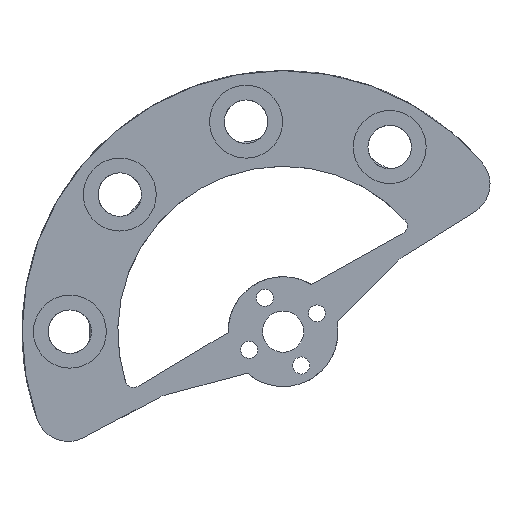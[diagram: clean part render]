
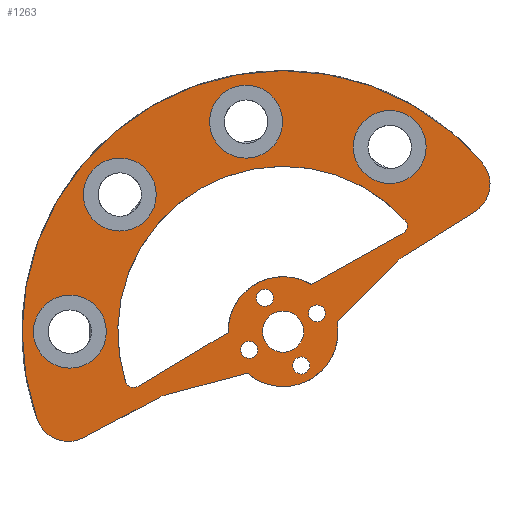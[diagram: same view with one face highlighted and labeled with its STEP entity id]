
A CAD part, front view. The second image highlights one B-rep face of the part: STEP entity #1263.
In plain terms, the highlighted planar face has unit normal (0, -1, 0).
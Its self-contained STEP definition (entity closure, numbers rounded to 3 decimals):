
#59=FACE_BOUND('',#233,.T.);
#60=FACE_BOUND('',#234,.T.);
#61=FACE_BOUND('',#235,.T.);
#62=FACE_BOUND('',#236,.T.);
#63=FACE_BOUND('',#237,.T.);
#64=FACE_BOUND('',#238,.T.);
#65=FACE_BOUND('',#239,.T.);
#66=FACE_BOUND('',#240,.T.);
#67=FACE_BOUND('',#241,.T.);
#68=FACE_BOUND('',#242,.T.);
#101=PLANE('',#1420);
#159=FACE_OUTER_BOUND('',#232,.T.);
#232=EDGE_LOOP('',(#1112,#1113,#1114,#1115,#1116,#1117,#1118,#1119,#1120,
#1121));
#233=EDGE_LOOP('',(#1122));
#234=EDGE_LOOP('',(#1123));
#235=EDGE_LOOP('',(#1124));
#236=EDGE_LOOP('',(#1125));
#237=EDGE_LOOP('',(#1126));
#238=EDGE_LOOP('',(#1127));
#239=EDGE_LOOP('',(#1128));
#240=EDGE_LOOP('',(#1129));
#241=EDGE_LOOP('',(#1130));
#242=EDGE_LOOP('',(#1131,#1132,#1133,#1134,#1135,#1136));
#289=LINE('',#1953,#394);
#291=LINE('',#1957,#396);
#296=LINE('',#1969,#401);
#320=LINE('',#2035,#425);
#348=LINE('',#2105,#453);
#361=LINE('',#2169,#466);
#394=VECTOR('',#1561,10.);
#396=VECTOR('',#1565,10.);
#401=VECTOR('',#1576,10.);
#425=VECTOR('',#1624,10.);
#453=VECTOR('',#1698,10.);
#466=VECTOR('',#1779,10.);
#497=CIRCLE('',#1328,1.55);
#500=CIRCLE('',#1333,1.55);
#502=CIRCLE('',#1337,1.55);
#505=CIRCLE('',#1342,1.55);
#506=CIRCLE('',#1344,3.75);
#507=CIRCLE('',#1346,10.);
#508=CIRCLE('',#1348,10.);
#509=CIRCLE('',#1352,5.);
#518=CIRCLE('',#1364,1.588);
#521=CIRCLE('',#1383,47.542);
#522=CIRCLE('',#1387,6.);
#523=CIRCLE('',#1390,1.588);
#524=CIRCLE('',#1392,30.104);
#533=CIRCLE('',#1421,6.);
#534=CIRCLE('',#1422,5.);
#535=CIRCLE('',#1423,6.644);
#536=CIRCLE('',#1424,6.644);
#537=CIRCLE('',#1425,6.644);
#538=CIRCLE('',#1426,6.644);
#567=VERTEX_POINT('',#1903);
#570=VERTEX_POINT('',#1913);
#572=VERTEX_POINT('',#1921);
#575=VERTEX_POINT('',#1931);
#576=VERTEX_POINT('',#1935);
#577=VERTEX_POINT('',#1939);
#578=VERTEX_POINT('',#1941);
#579=VERTEX_POINT('',#1945);
#580=VERTEX_POINT('',#1947);
#581=VERTEX_POINT('',#1951);
#582=VERTEX_POINT('',#1955);
#583=VERTEX_POINT('',#1959);
#586=VERTEX_POINT('',#1967);
#615=VERTEX_POINT('',#2029);
#616=VERTEX_POINT('',#2031);
#629=VERTEX_POINT('',#2085);
#630=VERTEX_POINT('',#2087);
#634=VERTEX_POINT('',#2099);
#635=VERTEX_POINT('',#2103);
#636=VERTEX_POINT('',#2108);
#652=VERTEX_POINT('',#2167);
#653=VERTEX_POINT('',#2170);
#654=VERTEX_POINT('',#2172);
#655=VERTEX_POINT('',#2174);
#656=VERTEX_POINT('',#2176);
#689=EDGE_CURVE('',#567,#567,#497,.T.);
#693=EDGE_CURVE('',#570,#570,#500,.T.);
#698=EDGE_CURVE('',#572,#572,#502,.T.);
#702=EDGE_CURVE('',#575,#575,#505,.T.);
#704=EDGE_CURVE('',#576,#576,#506,.T.);
#707=EDGE_CURVE('',#578,#577,#507,.T.);
#711=EDGE_CURVE('',#579,#580,#508,.T.);
#713=EDGE_CURVE('',#577,#581,#289,.T.);
#715=EDGE_CURVE('',#580,#582,#291,.T.);
#717=EDGE_CURVE('',#583,#582,#509,.T.);
#721=EDGE_CURVE('',#583,#586,#296,.T.);
#752=EDGE_CURVE('',#615,#616,#518,.T.);
#754=EDGE_CURVE('',#615,#578,#320,.T.);
#780=EDGE_CURVE('',#630,#629,#521,.T.);
#788=EDGE_CURVE('',#634,#629,#522,.T.);
#790=EDGE_CURVE('',#634,#635,#348,.T.);
#793=EDGE_CURVE('',#636,#581,#523,.T.);
#794=EDGE_CURVE('',#636,#616,#524,.T.);
#821=EDGE_CURVE('',#630,#586,#533,.T.);
#822=EDGE_CURVE('',#652,#635,#534,.T.);
#823=EDGE_CURVE('',#652,#579,#361,.T.);
#824=EDGE_CURVE('',#653,#653,#535,.T.);
#825=EDGE_CURVE('',#654,#654,#536,.T.);
#826=EDGE_CURVE('',#655,#655,#537,.T.);
#827=EDGE_CURVE('',#656,#656,#538,.T.);
#1112=ORIENTED_EDGE('',*,*,#711,.T.);
#1113=ORIENTED_EDGE('',*,*,#715,.T.);
#1114=ORIENTED_EDGE('',*,*,#717,.F.);
#1115=ORIENTED_EDGE('',*,*,#721,.T.);
#1116=ORIENTED_EDGE('',*,*,#821,.F.);
#1117=ORIENTED_EDGE('',*,*,#780,.T.);
#1118=ORIENTED_EDGE('',*,*,#788,.F.);
#1119=ORIENTED_EDGE('',*,*,#790,.T.);
#1120=ORIENTED_EDGE('',*,*,#822,.F.);
#1121=ORIENTED_EDGE('',*,*,#823,.T.);
#1122=ORIENTED_EDGE('',*,*,#702,.T.);
#1123=ORIENTED_EDGE('',*,*,#693,.T.);
#1124=ORIENTED_EDGE('',*,*,#704,.T.);
#1125=ORIENTED_EDGE('',*,*,#698,.T.);
#1126=ORIENTED_EDGE('',*,*,#689,.T.);
#1127=ORIENTED_EDGE('',*,*,#824,.T.);
#1128=ORIENTED_EDGE('',*,*,#825,.T.);
#1129=ORIENTED_EDGE('',*,*,#826,.T.);
#1130=ORIENTED_EDGE('',*,*,#827,.T.);
#1131=ORIENTED_EDGE('',*,*,#713,.T.);
#1132=ORIENTED_EDGE('',*,*,#793,.F.);
#1133=ORIENTED_EDGE('',*,*,#794,.T.);
#1134=ORIENTED_EDGE('',*,*,#752,.F.);
#1135=ORIENTED_EDGE('',*,*,#754,.T.);
#1136=ORIENTED_EDGE('',*,*,#707,.T.);
#1263=ADVANCED_FACE('',(#159,#59,#60,#61,#62,#63,#64,#65,#66,#67,#68),#101,
 .F.);
#1328=AXIS2_PLACEMENT_3D('',#1905,#1505,#1506);
#1333=AXIS2_PLACEMENT_3D('',#1914,#1516,#1517);
#1337=AXIS2_PLACEMENT_3D('',#1923,#1527,#1528);
#1342=AXIS2_PLACEMENT_3D('',#1932,#1538,#1539);
#1344=AXIS2_PLACEMENT_3D('',#1936,#1543,#1544);
#1346=AXIS2_PLACEMENT_3D('',#1942,#1549,#1550);
#1348=AXIS2_PLACEMENT_3D('',#1949,#1556,#1557);
#1352=AXIS2_PLACEMENT_3D('',#1961,#1569,#1570);
#1364=AXIS2_PLACEMENT_3D('',#2032,#1619,#1620);
#1383=AXIS2_PLACEMENT_3D('',#2088,#1680,#1681);
#1387=AXIS2_PLACEMENT_3D('',#2101,#1693,#1694);
#1390=AXIS2_PLACEMENT_3D('',#2110,#1703,#1704);
#1392=AXIS2_PLACEMENT_3D('',#2112,#1707,#1708);
#1420=AXIS2_PLACEMENT_3D('',#2165,#1773,#1774);
#1421=AXIS2_PLACEMENT_3D('',#2166,#1775,#1776);
#1422=AXIS2_PLACEMENT_3D('',#2168,#1777,#1778);
#1423=AXIS2_PLACEMENT_3D('',#2171,#1780,#1781);
#1424=AXIS2_PLACEMENT_3D('',#2173,#1782,#1783);
#1425=AXIS2_PLACEMENT_3D('',#2175,#1784,#1785);
#1426=AXIS2_PLACEMENT_3D('',#2177,#1786,#1787);
#1505=DIRECTION('center_axis',(0.,1.,0.));
#1506=DIRECTION('ref_axis',(-1.,0.,0.));
#1516=DIRECTION('center_axis',(0.,1.,0.));
#1517=DIRECTION('ref_axis',(1.,0.,0.));
#1527=DIRECTION('center_axis',(0.,1.,0.));
#1528=DIRECTION('ref_axis',(-1.,0.,0.));
#1538=DIRECTION('center_axis',(0.,1.,0.));
#1539=DIRECTION('ref_axis',(1.,0.,0.));
#1543=DIRECTION('center_axis',(0.,1.,0.));
#1544=DIRECTION('ref_axis',(1.,0.,0.));
#1549=DIRECTION('center_axis',(0.,-1.,0.));
#1550=DIRECTION('ref_axis',(1.,0.,0.));
#1556=DIRECTION('center_axis',(0.,-1.,0.));
#1557=DIRECTION('ref_axis',(1.,0.,0.));
#1561=DIRECTION('',(-0.858,0.,-0.513));
#1565=DIRECTION('',(0.708,0.,0.707));
#1569=DIRECTION('center_axis',(0.,-1.,0.));
#1570=DIRECTION('ref_axis',(-0.622,0.,0.783));
#1576=DIRECTION('',(0.848,0.,0.53));
#1619=DIRECTION('center_axis',(0.,-1.,0.));
#1620=DIRECTION('ref_axis',(0.987,0.,-0.16));
#1624=DIRECTION('',(-0.874,0.,-0.487));
#1680=DIRECTION('center_axis',(0.,-1.,0.));
#1681=DIRECTION('ref_axis',(1.,0.,0.));
#1693=DIRECTION('center_axis',(0.,1.,0.));
#1694=DIRECTION('ref_axis',(-0.361,0.,-0.933));
#1698=DIRECTION('',(0.883,0.,0.469));
#1703=DIRECTION('center_axis',(0.,-1.,0.));
#1704=DIRECTION('ref_axis',(-0.355,0.,-0.935));
#1707=DIRECTION('center_axis',(0.,1.,0.));
#1708=DIRECTION('ref_axis',(-1.,0.,0.));
#1773=DIRECTION('center_axis',(0.,1.,0.));
#1774=DIRECTION('ref_axis',(0.,0.,1.));
#1775=DIRECTION('center_axis',(0.,1.,0.));
#1776=DIRECTION('ref_axis',(0.988,0.,-0.154));
#1777=DIRECTION('center_axis',(0.,-1.,0.));
#1778=DIRECTION('ref_axis',(-0.367,0.,0.93));
#1779=DIRECTION('',(0.966,0.,0.259));
#1780=DIRECTION('center_axis',(0.,1.,0.));
#1781=DIRECTION('ref_axis',(-1.,0.,0.));
#1782=DIRECTION('center_axis',(0.,1.,0.));
#1783=DIRECTION('ref_axis',(-1.,0.,0.));
#1784=DIRECTION('center_axis',(0.,1.,0.));
#1785=DIRECTION('ref_axis',(-1.,0.,0.));
#1786=DIRECTION('center_axis',(0.,1.,0.));
#1787=DIRECTION('ref_axis',(-1.,0.,0.));
#1903=CARTESIAN_POINT('',(43.685,-1.,-6.167));
#1905=CARTESIAN_POINT('Origin',(42.135,-1.,-6.167));
#1913=CARTESIAN_POINT('',(31.106,-1.,-3.312));
#1914=CARTESIAN_POINT('Origin',(32.656,-1.,-3.312));
#1921=CARTESIAN_POINT('',(37.061,-1.,6.167));
#1923=CARTESIAN_POINT('Origin',(35.511,-1.,6.167));
#1931=CARTESIAN_POINT('',(43.44,-1.,3.312));
#1932=CARTESIAN_POINT('Origin',(44.99,-1.,3.312));
#1935=CARTESIAN_POINT('',(35.073,-1.,0.));
#1936=CARTESIAN_POINT('Origin',(38.823,-1.,0.));
#1939=CARTESIAN_POINT('',(28.824,-1.,-0.154));
#1941=CARTESIAN_POINT('',(43.956,-1.,8.582));
#1942=CARTESIAN_POINT('Origin',(38.823,-1.,0.));
#1945=CARTESIAN_POINT('',(32.279,-1.,-7.562));
#1947=CARTESIAN_POINT('',(48.644,-1.,1.886));
#1949=CARTESIAN_POINT('Origin',(38.823,-1.,0.));
#1951=CARTESIAN_POINT('',(12.445,-1.,-9.949));
#1953=CARTESIAN_POINT('',(10.344,-1.,-11.206));
#1955=CARTESIAN_POINT('',(59.621,-1.,12.849));
#1957=CARTESIAN_POINT('',(60.023,-1.,13.25));
#1959=CARTESIAN_POINT('',(60.504,-1.,13.551));
#1961=CARTESIAN_POINT('Origin',(63.154,-1.,9.311));
#1967=CARTESIAN_POINT('',(73.681,-1.,21.786));
#1969=CARTESIAN_POINT('',(71.369,-1.,20.341));
#2029=CARTESIAN_POINT('',(60.628,-1.,17.869));
#2031=CARTESIAN_POINT('',(61.027,-1.,20.329));
#2032=CARTESIAN_POINT('Origin',(59.855,-1.,19.257));
#2035=CARTESIAN_POINT('',(36.323,-1.,4.33));
#2085=CARTESIAN_POINT('',(-5.939,-1.,-16.018));
#2087=CARTESIAN_POINT('',(75.076,-1.,30.756));
#2088=CARTESIAN_POINT('Origin',(38.823,-1.,0.));
#2099=CARTESIAN_POINT('',(2.527,-1.,-19.295));
#2101=CARTESIAN_POINT('Origin',(-0.29,-1.,-13.997));
#2103=CARTESIAN_POINT('',(16.247,-1.,-12.001));
#2105=CARTESIAN_POINT('',(38.823,-1.,0.));
#2108=CARTESIAN_POINT('',(10.116,-1.,-9.064));
#2110=CARTESIAN_POINT('Origin',(11.63,-1.,-8.586));
#2112=CARTESIAN_POINT('Origin',(38.823,-1.,0.));
#2165=CARTESIAN_POINT('Origin',(46.499,-1.,36.773));
#2166=CARTESIAN_POINT('Origin',(70.501,-1.,26.874));
#2167=CARTESIAN_POINT('',(17.296,-1.,-11.587));
#2168=CARTESIAN_POINT('Origin',(18.594,-1.,-16.416));
#2169=CARTESIAN_POINT('',(38.725,-1.,-5.83));
#2170=CARTESIAN_POINT('',(26.327,-1.,34.911));
#2171=CARTESIAN_POINT('Origin',(32.081,-1.,38.233));
#2172=CARTESIAN_POINT('',(-5.754,-1.,-3.322));
#2173=CARTESIAN_POINT('Origin',(0.,-1.,0.));
#2174=CARTESIAN_POINT('',(52.48,-1.,30.299));
#2175=CARTESIAN_POINT('Origin',(58.235,-1.,33.622));
#2176=CARTESIAN_POINT('',(3.329,-1.,21.633));
#2177=CARTESIAN_POINT('Origin',(9.083,-1.,24.955));
